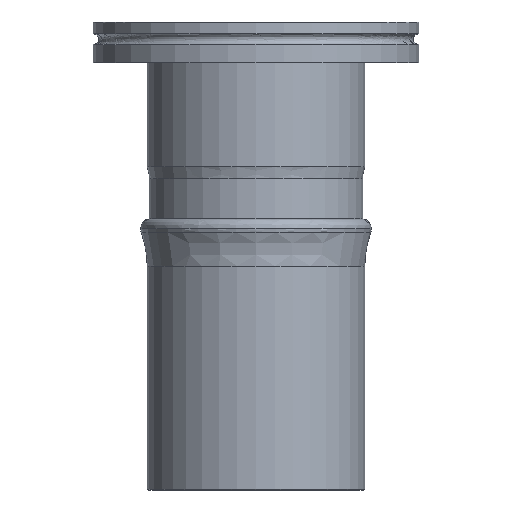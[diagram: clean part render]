
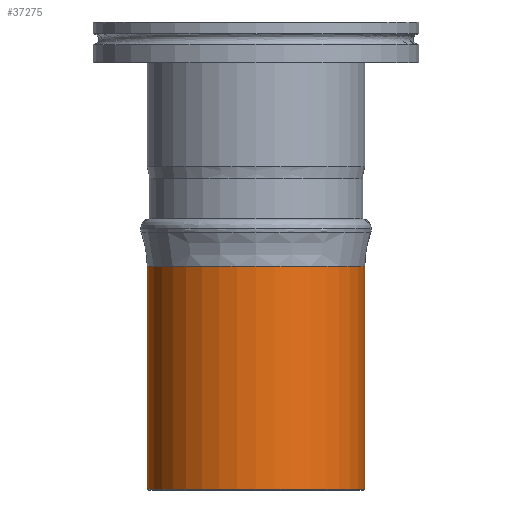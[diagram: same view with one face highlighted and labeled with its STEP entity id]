
A CAD part, front view. The second image highlights one B-rep face of the part: STEP entity #37275.
In plain terms, the highlighted cylindrical face has radius 31.75 mm (diameter 63.5 mm), a partial arc.
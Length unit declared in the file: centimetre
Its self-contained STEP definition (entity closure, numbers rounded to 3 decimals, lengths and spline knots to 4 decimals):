
#3565 = CIRCLE ( 'NONE', #9723, 3.175 ) ;
#6116 = CARTESIAN_POINT ( 'NONE',  ( 3.175, 0., -7.1205 ) ) ;
#6423 = AXIS2_PLACEMENT_3D ( 'NONE', #21242, #21241, #21238 ) ;
#6518 = EDGE_CURVE ( 'NONE', #9396, #9476, #22889, .T. ) ;
#6528 = EDGE_CURVE ( 'NONE', #10054, #9396, #22909, .T. ) ;
#9396 = VERTEX_POINT ( 'NONE', #33303 ) ;
#9476 = VERTEX_POINT ( 'NONE', #23889 ) ;
#9651 = AXIS2_PLACEMENT_3D ( 'NONE', #32833, #32834, #32835 ) ;
#9723 = AXIS2_PLACEMENT_3D ( 'NONE', #19963, #19964, #19965 ) ;
#9788 = ORIENTED_EDGE ( 'NONE', *, *, #19131, .F. ) ;
#9789 = ORIENTED_EDGE ( 'NONE', *, *, #19373, .T. ) ;
#9790 = ORIENTED_EDGE ( 'NONE', *, *, #6528, .T. ) ;
#9791 = ORIENTED_EDGE ( 'NONE', *, *, #6518, .T. ) ;
#10054 = VERTEX_POINT ( 'NONE', #23974 ) ;
#19131 = EDGE_CURVE ( 'NONE', #22271, #9476, #23027, .T. ) ;
#19373 = EDGE_CURVE ( 'NONE', #22271, #10054, #3565, .T. ) ;
#19963 = CARTESIAN_POINT ( 'NONE',  ( 0., 0., -7.1205 ) ) ;
#19964 = DIRECTION ( 'NONE',  ( 0., 0., -1. ) ) ;
#19965 = DIRECTION ( 'NONE',  ( -1., 0., 0. ) ) ;
#21238 = DIRECTION ( 'NONE',  ( -1., 0., 0. ) ) ;
#21241 = DIRECTION ( 'NONE',  ( 0., 0., -1. ) ) ;
#21242 = CARTESIAN_POINT ( 'NONE',  ( 0., 0., -6.0325 ) ) ;
#22271 = VERTEX_POINT ( 'NONE', #6116 ) ;
#22889 = CIRCLE ( 'NONE', #9651, 3.175 ) ;
#22909 = LINE ( 'NONE', #32856, #22911 ) ;
#22911 = VECTOR ( 'NONE', #32857, 100. ) ;
#23027 = LINE ( 'NONE', #24057, #23031 ) ;
#23031 = VECTOR ( 'NONE', #24058, 100. ) ;
#23889 = CARTESIAN_POINT ( 'NONE',  ( 3.175, 0., -13.6271 ) ) ;
#23974 = CARTESIAN_POINT ( 'NONE',  ( -3.175, 0., -7.1205 ) ) ;
#24057 = CARTESIAN_POINT ( 'NONE',  ( 3.175, 0., -6.0325 ) ) ;
#24058 = DIRECTION ( 'NONE',  ( 0., 0., -1. ) ) ;
#30425 = EDGE_LOOP ( 'NONE', ( #9788, #9789, #9790, #9791 ) ) ;
#31359 = FACE_OUTER_BOUND ( 'NONE', #30425, .T. ) ;
#31363 = CYLINDRICAL_SURFACE ( 'NONE', #6423, 3.175 ) ;
#32833 = CARTESIAN_POINT ( 'NONE',  ( 0., 0., -13.6271 ) ) ;
#32834 = DIRECTION ( 'NONE',  ( 0., 0., 1. ) ) ;
#32835 = DIRECTION ( 'NONE',  ( -1., 0., 0. ) ) ;
#32856 = CARTESIAN_POINT ( 'NONE',  ( -3.175, 0., -6.0325 ) ) ;
#32857 = DIRECTION ( 'NONE',  ( 0., 0., -1. ) ) ;
#33303 = CARTESIAN_POINT ( 'NONE',  ( -3.175, 0., -13.6271 ) ) ;
#37275 = ADVANCED_FACE ( 'NONE', ( #31359 ), #31363, .T. ) ;
